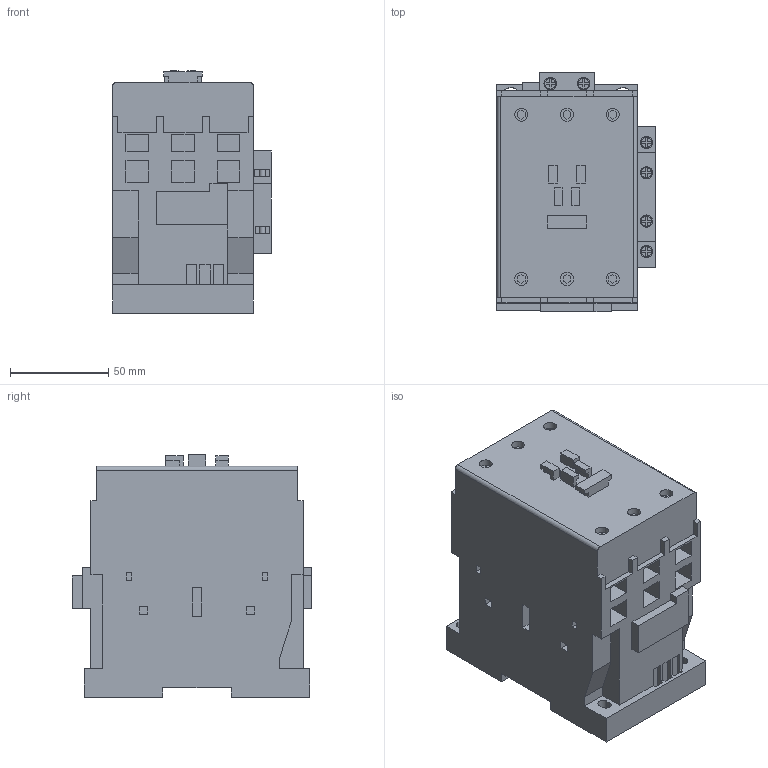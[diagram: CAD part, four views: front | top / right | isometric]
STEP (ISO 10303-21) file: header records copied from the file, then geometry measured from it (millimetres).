
FILE_DESCRIPTION(/* description */ (''),/* implementation_level */ '2;1');
FILE_NAME(/* name */ '100-C_BG3_100-S_2pol.stp',/* time_stamp */ '2012-07-19T10:22:24+02:00',/* author */ ('rota1'),/* organization */ ('RA'),/* preprocessor_version */ 'ST-DEVELOPER v11',/* originating_system */ 'SIEMENS PLM Software NX 7.5',/* authorisation */ '');
FILE_SCHEMA (('CONFIG_CONTROL_DESIGN'));
Length unit declared in the file: millimetre
Products named in the file (1): 019487_A
Bounding box: 80.8 x 122.1 x 123.55 mm (x, y, z)
Volume: 875117.3 mm3; surface area: 83969.4 mm2
Topology: 1 solids, 3 shells, 451 faces, 1197 edges, 799 vertices
Faces by surface type: plane 417, cylinder 34
Full cylindrical faces by diameter (mm): 3.3 x4, 3.5 x2, 5.2 x4, 5.5 x2, 6.2 x4, 6.4 x2, 6.6 x6
Entity records: 13741 total; most frequent: CARTESIAN_POINT 2404, ORIENTED_EDGE 2326, DIRECTION 2177, EDGE_CURVE 1163, LINE 1053, VECTOR 1053, VERTEX_POINT 789, AXIS2_PLACEMENT_3D 562
